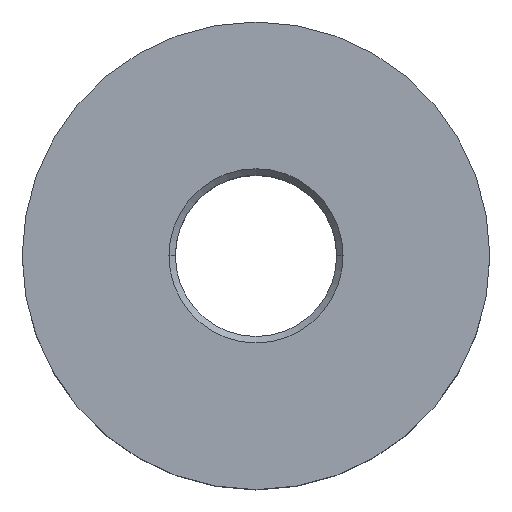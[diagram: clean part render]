
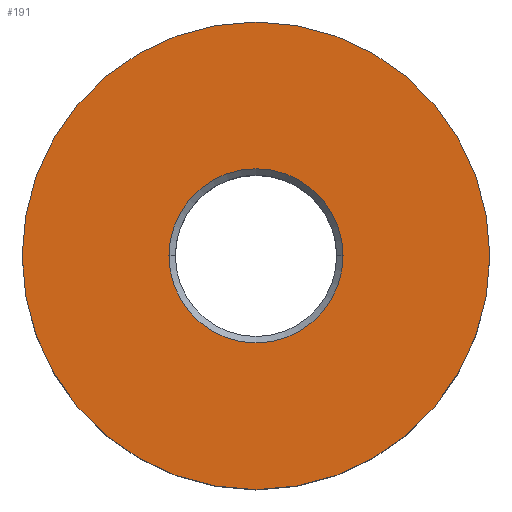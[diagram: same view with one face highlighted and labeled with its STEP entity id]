
A CAD part, top view. The second image highlights one B-rep face of the part: STEP entity #191.
In plain terms, the highlighted planar face has unit normal (0, 0, 1).
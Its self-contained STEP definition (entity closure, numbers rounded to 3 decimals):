
#191 = ADVANCED_FACE ( 'NONE', ( #3026, #3030 ), #3810, .F. ) ;
#1270 = ORIENTED_EDGE ( 'NONE', *, *, #1672, .T. ) ;
#1271 = ORIENTED_EDGE ( 'NONE', *, *, #1613, .T. ) ;
#1272 = ORIENTED_EDGE ( 'NONE', *, *, #1563, .T. ) ;
#1273 = ORIENTED_EDGE ( 'NONE', *, *, #1614, .T. ) ;
#1563 = EDGE_CURVE ( 'NONE', #7952, #7949, #5487, .T. ) ;
#1613 = EDGE_CURVE ( 'NONE', #7950, #7957, #5546, .T. ) ;
#1614 = EDGE_CURVE ( 'NONE', #7949, #7952, #5543, .T. ) ;
#1672 = EDGE_CURVE ( 'NONE', #7957, #7950, #5616, .T. ) ;
#1776 = EDGE_LOOP ( 'NONE', ( #1270, #1271 ) ) ;
#1802 = EDGE_LOOP ( 'NONE', ( #1272, #1273 ) ) ;
#2249 = AXIS2_PLACEMENT_3D ( 'NONE', #3808, #3805, #3812 ) ;
#3026 = FACE_BOUND ( 'NONE', #1776, .T. ) ;
#3030 = FACE_OUTER_BOUND ( 'NONE', #1802, .T. ) ;
#3805 = DIRECTION ( 'NONE',  ( 0., 0., -1. ) ) ;
#3808 = CARTESIAN_POINT ( 'NONE',  ( 0., 0., 3.25 ) ) ;
#3810 = PLANE ( 'NONE',  #2249 ) ;
#3812 = DIRECTION ( 'NONE',  ( -1., 0., 0. ) ) ;
#5114 = AXIS2_PLACEMENT_3D ( 'NONE', #6411, #6412, #6413 ) ;
#5155 = AXIS2_PLACEMENT_3D ( 'NONE', #6550, #6551, #6552 ) ;
#5156 = AXIS2_PLACEMENT_3D ( 'NONE', #6553, #6554, #6555 ) ;
#5487 = CIRCLE ( 'NONE', #5114, 7.25 ) ;
#5543 = CIRCLE ( 'NONE', #5156, 7.25 ) ;
#5546 = CIRCLE ( 'NONE', #5155, 2.7 ) ;
#5616 = CIRCLE ( 'NONE', #6687, 2.7 ) ;
#6411 = CARTESIAN_POINT ( 'NONE',  ( 0., 0., 3.25 ) ) ;
#6412 = DIRECTION ( 'NONE',  ( 0., 0., 1. ) ) ;
#6413 = DIRECTION ( 'NONE',  ( 1., 0., 0. ) ) ;
#6550 = CARTESIAN_POINT ( 'NONE',  ( 0., 0., 3.25 ) ) ;
#6551 = DIRECTION ( 'NONE',  ( 0., 0., -1. ) ) ;
#6552 = DIRECTION ( 'NONE',  ( -1., 0., 0. ) ) ;
#6553 = CARTESIAN_POINT ( 'NONE',  ( 0., 0., 3.25 ) ) ;
#6554 = DIRECTION ( 'NONE',  ( 0., 0., 1. ) ) ;
#6555 = DIRECTION ( 'NONE',  ( 1., 0., 0. ) ) ;
#6687 = AXIS2_PLACEMENT_3D ( 'NONE', #6834, #6835, #6836 ) ;
#6834 = CARTESIAN_POINT ( 'NONE',  ( 0., 0., 3.25 ) ) ;
#6835 = DIRECTION ( 'NONE',  ( 0., 0., -1. ) ) ;
#6836 = DIRECTION ( 'NONE',  ( -1., 0., 0. ) ) ;
#7737 = CARTESIAN_POINT ( 'NONE',  ( -7.25, 0., 3.25 ) ) ;
#7738 = CARTESIAN_POINT ( 'NONE',  ( -2.7, 0., 3.25 ) ) ;
#7740 = CARTESIAN_POINT ( 'NONE',  ( 7.25, 0., 3.25 ) ) ;
#7745 = CARTESIAN_POINT ( 'NONE',  ( 2.7, 0., 3.25 ) ) ;
#7949 = VERTEX_POINT ( 'NONE', #7737 ) ;
#7950 = VERTEX_POINT ( 'NONE', #7738 ) ;
#7952 = VERTEX_POINT ( 'NONE', #7740 ) ;
#7957 = VERTEX_POINT ( 'NONE', #7745 ) ;
